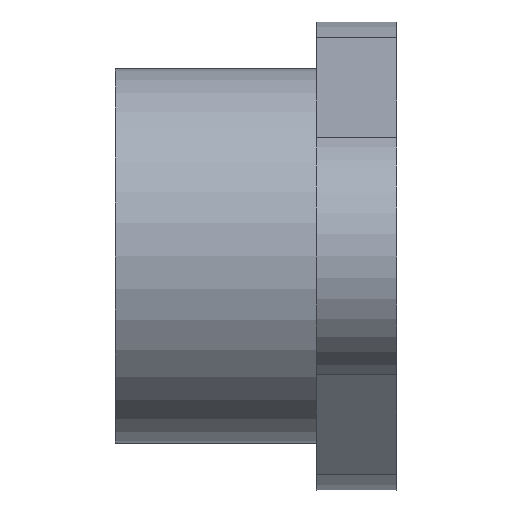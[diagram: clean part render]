
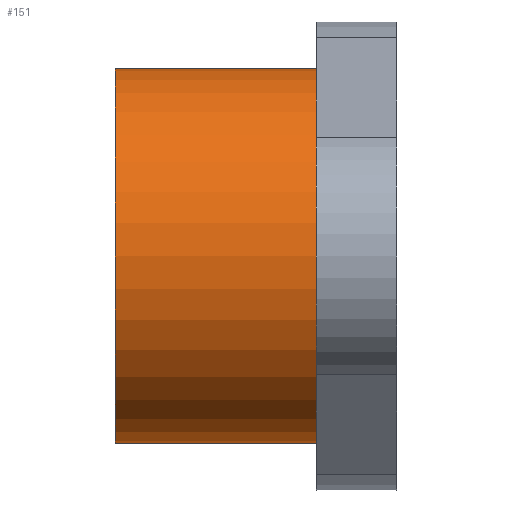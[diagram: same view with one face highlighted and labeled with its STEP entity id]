
A CAD part, left-side view. The second image highlights one B-rep face of the part: STEP entity #151.
In plain terms, the highlighted cylindrical face has radius 28 mm (diameter 56 mm), a full revolution.
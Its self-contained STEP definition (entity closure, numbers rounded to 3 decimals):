
#9 = EDGE_CURVE ( 'NONE', #47, #47, #364, .T. ) ;
#28 = EDGE_LOOP ( 'NONE', ( #416 ) ) ;
#47 = VERTEX_POINT ( 'NONE', #125 ) ;
#57 = EDGE_CURVE ( 'NONE', #422, #422, #319, .T. ) ;
#93 = FACE_OUTER_BOUND ( 'NONE', #28, .T. ) ;
#98 = CYLINDRICAL_SURFACE ( 'NONE', #320, 28. ) ;
#109 = AXIS2_PLACEMENT_3D ( 'NONE', #256, #140, #144 ) ;
#125 = CARTESIAN_POINT ( 'NONE',  ( 0., 42., -28. ) ) ;
#140 = DIRECTION ( 'NONE',  ( 0., -1., 0. ) ) ;
#144 = DIRECTION ( 'NONE',  ( 0., 0., -1. ) ) ;
#151 = ADVANCED_FACE ( 'NONE', ( #200, #93 ), #98, .T. ) ;
#172 = CARTESIAN_POINT ( 'NONE',  ( 0., 0., 0. ) ) ;
#173 = DIRECTION ( 'NONE',  ( 0., 0., -1. ) ) ;
#182 = AXIS2_PLACEMENT_3D ( 'NONE', #286, #247, #173 ) ;
#200 = FACE_OUTER_BOUND ( 'NONE', #452, .T. ) ;
#209 = ORIENTED_EDGE ( 'NONE', *, *, #57, .F. ) ;
#247 = DIRECTION ( 'NONE',  ( 0., -1., 0. ) ) ;
#248 = DIRECTION ( 'NONE',  ( 0., -1., 0. ) ) ;
#256 = CARTESIAN_POINT ( 'NONE',  ( 0., 12., 0. ) ) ;
#286 = CARTESIAN_POINT ( 'NONE',  ( 0., 42., 0. ) ) ;
#319 = CIRCLE ( 'NONE', #109, 28. ) ;
#320 = AXIS2_PLACEMENT_3D ( 'NONE', #172, #248, #353 ) ;
#353 = DIRECTION ( 'NONE',  ( 0., 0., -1. ) ) ;
#364 = CIRCLE ( 'NONE', #182, 28. ) ;
#416 = ORIENTED_EDGE ( 'NONE', *, *, #9, .T. ) ;
#422 = VERTEX_POINT ( 'NONE', #447 ) ;
#447 = CARTESIAN_POINT ( 'NONE',  ( 0., 12., -28. ) ) ;
#452 = EDGE_LOOP ( 'NONE', ( #209 ) ) ;
